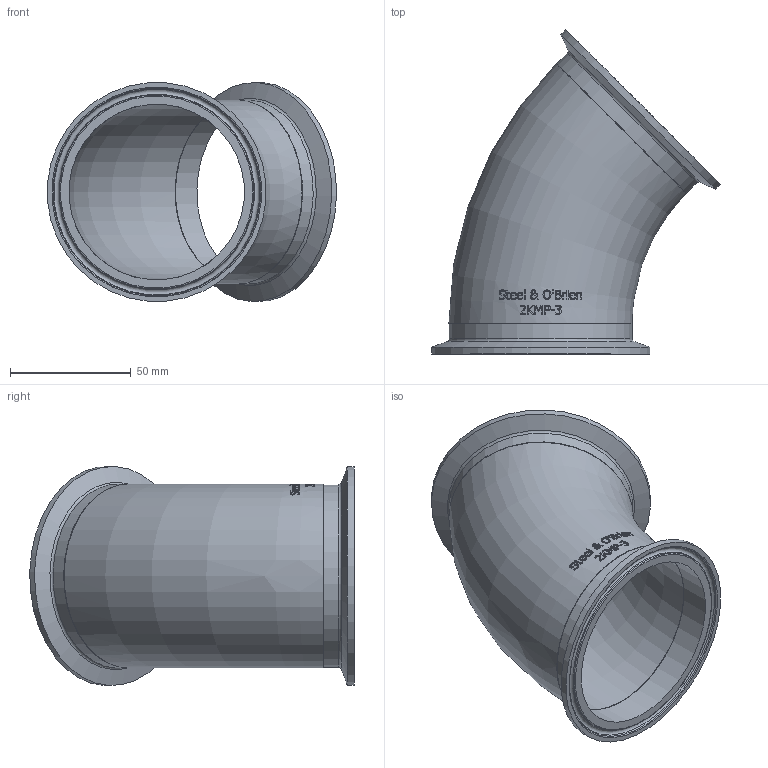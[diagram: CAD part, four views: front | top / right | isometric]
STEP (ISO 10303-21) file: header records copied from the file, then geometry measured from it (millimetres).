
FILE_DESCRIPTION(/* description */ (''),/* implementation_level */ '2;1');
FILE_NAME(/* name */ '2KMP-3.stp',/* time_stamp */ '2019-01-23T09:33:19-05:00',/* author */ ('rick'),/* organization */ (''),/* preprocessor_version */ 'ST-DEVELOPER v15.2',/* originating_system */ 'Autodesk Inventor 2014',/* authorisation */ '');
FILE_SCHEMA (('AUTOMOTIVE_DESIGN { 1 0 10303 214 3 1 1 }'));
Length unit declared in the file: inch
Products named in the file (1): 2KMP-3
Bounding box: 119.85 x 134.62 x 90.83 mm (x, y, z)
Volume: 58771.6 mm3; surface area: 62630.8 mm2
Topology: 1 solids, 1 shells, 351 faces, 924 edges, 610 vertices
Faces by surface type: bspline 157, plane 139, torus 43, cylinder 6, cone 6
Full cylindrical faces by diameter (mm): 72.898 x2, 76.2 x2, 90.907 x2
Entity records: 13708 total; most frequent: CARTESIAN_POINT 6613, ORIENTED_EDGE 1796, EDGE_CURVE 898, DIRECTION 746, VERTEX_POINT 610, B_SPLINE_CURVE_WITH_KNOTS 576, EDGE_LOOP 414, ADVANCED_FACE 351
